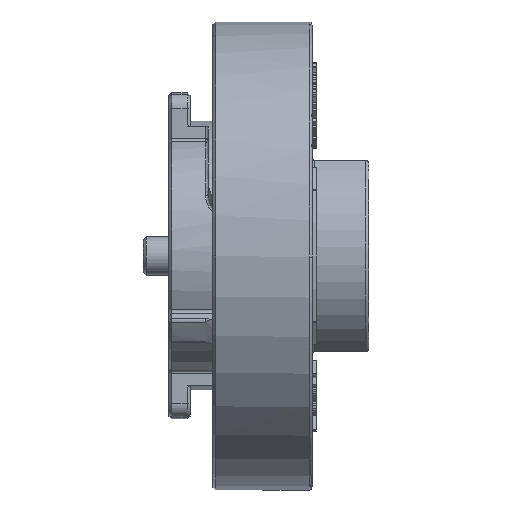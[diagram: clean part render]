
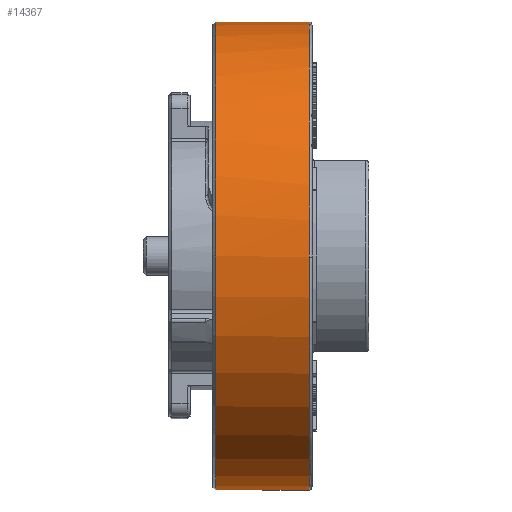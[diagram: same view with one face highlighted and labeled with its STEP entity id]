
A CAD part, left-side view. The second image highlights one B-rep face of the part: STEP entity #14367.
In plain terms, the highlighted cylindrical face has radius 16.5 mm (diameter 33 mm), a partial arc.
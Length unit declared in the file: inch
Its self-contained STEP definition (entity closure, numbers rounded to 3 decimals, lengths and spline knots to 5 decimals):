
#317 = DIRECTION ( 'NONE',  ( 0., -1., 0. ) ) ;
#572 = DIRECTION ( 'NONE',  ( 0., 0., -1. ) ) ;
#748 = VECTOR ( 'NONE', #14705, 39.37008 ) ;
#1035 = DIRECTION ( 'NONE',  ( 0., -1., 0. ) ) ;
#1738 = CARTESIAN_POINT ( 'NONE',  ( -0.6496, 0.00787, -0.00288 ) ) ;
#1820 = AXIS2_PLACEMENT_3D ( 'NONE', #3336, #7153, #572 ) ;
#1856 = CARTESIAN_POINT ( 'NONE',  ( 0., 0.26772, -0.64961 ) ) ;
#1954 = FACE_OUTER_BOUND ( 'NONE', #6799, .T. ) ;
#2668 = EDGE_CURVE ( 'NONE', #12982, #8884, #15716, .T. ) ;
#2720 = CIRCLE ( 'NONE', #12370, 0.64961 ) ;
#3172 = VERTEX_POINT ( 'NONE', #16474 ) ;
#3336 = CARTESIAN_POINT ( 'NONE',  ( 0., 0.30965, 0. ) ) ;
#3725 = EDGE_CURVE ( 'NONE', #3172, #12982, #14298, .T. ) ;
#3886 = CARTESIAN_POINT ( 'NONE',  ( 0., 0.26772, 0. ) ) ;
#3985 = AXIS2_PLACEMENT_3D ( 'NONE', #3886, #1035, #7787 ) ;
#3994 = ORIENTED_EDGE ( 'NONE', *, *, #2668, .F. ) ;
#4062 = VERTEX_POINT ( 'NONE', #1856 ) ;
#5083 = ORIENTED_EDGE ( 'NONE', *, *, #9733, .F. ) ;
#5586 = DIRECTION ( 'NONE',  ( 1., 0., 0.004 ) ) ;
#6082 = AXIS2_PLACEMENT_3D ( 'NONE', #7503, #11625, #7418 ) ;
#6202 = ORIENTED_EDGE ( 'NONE', *, *, #7860, .T. ) ;
#6366 = DIRECTION ( 'NONE',  ( 0., -1., 0. ) ) ;
#6542 = AXIS2_PLACEMENT_3D ( 'NONE', #16978, #14215, #8962 ) ;
#6799 = EDGE_LOOP ( 'NONE', ( #16117, #6202, #15677, #9491, #5083, #3994 ) ) ;
#7153 = DIRECTION ( 'NONE',  ( 0., -1., 0. ) ) ;
#7418 = DIRECTION ( 'NONE',  ( 1., 0., 0.004 ) ) ;
#7503 = CARTESIAN_POINT ( 'NONE',  ( 0., 0.00787, 0. ) ) ;
#7787 = DIRECTION ( 'NONE',  ( 0., 0., -1. ) ) ;
#7860 = EDGE_CURVE ( 'NONE', #3172, #8760, #16181, .T. ) ;
#7996 = CARTESIAN_POINT ( 'NONE',  ( 0., 0.30965, -0.64961 ) ) ;
#8097 = CARTESIAN_POINT ( 'NONE',  ( 0., 0.00787, 0. ) ) ;
#8440 = CYLINDRICAL_SURFACE ( 'NONE', #1820, 0.64961 ) ;
#8760 = VERTEX_POINT ( 'NONE', #13227 ) ;
#8884 = VERTEX_POINT ( 'NONE', #1738 ) ;
#8962 = DIRECTION ( 'NONE',  ( 0., 0., -1. ) ) ;
#9491 = ORIENTED_EDGE ( 'NONE', *, *, #9951, .T. ) ;
#9733 = EDGE_CURVE ( 'NONE', #8884, #12046, #2720, .T. ) ;
#9811 = CARTESIAN_POINT ( 'NONE',  ( 0., 0.00787, -0.64961 ) ) ;
#9951 = EDGE_CURVE ( 'NONE', #4062, #12046, #13076, .T. ) ;
#10076 = CARTESIAN_POINT ( 'NONE',  ( 0., 0.30965, 0.64961 ) ) ;
#11337 = VECTOR ( 'NONE', #6366, 39.37008 ) ;
#11625 = DIRECTION ( 'NONE',  ( 0., -1., 0. ) ) ;
#12046 = VERTEX_POINT ( 'NONE', #9811 ) ;
#12370 = AXIS2_PLACEMENT_3D ( 'NONE', #8097, #317, #5586 ) ;
#12601 = EDGE_CURVE ( 'NONE', #8760, #4062, #16108, .T. ) ;
#12982 = VERTEX_POINT ( 'NONE', #16192 ) ;
#13076 = LINE ( 'NONE', #7996, #748 ) ;
#13227 = CARTESIAN_POINT ( 'NONE',  ( -0.64961, 0.26772, 0. ) ) ;
#14215 = DIRECTION ( 'NONE',  ( 0., -1., 0. ) ) ;
#14298 = LINE ( 'NONE', #10076, #11337 ) ;
#14367 = ADVANCED_FACE ( 'NONE', ( #1954 ), #8440, .T. ) ;
#14705 = DIRECTION ( 'NONE',  ( 0., -1., 0. ) ) ;
#15677 = ORIENTED_EDGE ( 'NONE', *, *, #12601, .T. ) ;
#15716 = CIRCLE ( 'NONE', #6082, 0.64961 ) ;
#16108 = CIRCLE ( 'NONE', #3985, 0.64961 ) ;
#16117 = ORIENTED_EDGE ( 'NONE', *, *, #3725, .F. ) ;
#16181 = CIRCLE ( 'NONE', #6542, 0.64961 ) ;
#16192 = CARTESIAN_POINT ( 'NONE',  ( 0., 0.00787, 0.64961 ) ) ;
#16474 = CARTESIAN_POINT ( 'NONE',  ( 0., 0.26772, 0.64961 ) ) ;
#16978 = CARTESIAN_POINT ( 'NONE',  ( 0., 0.26772, 0. ) ) ;
